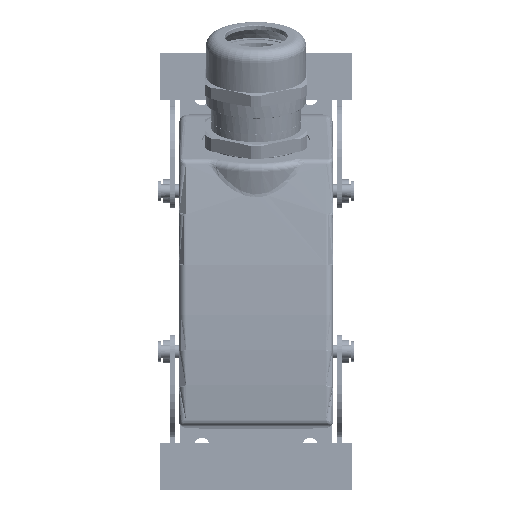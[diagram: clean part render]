
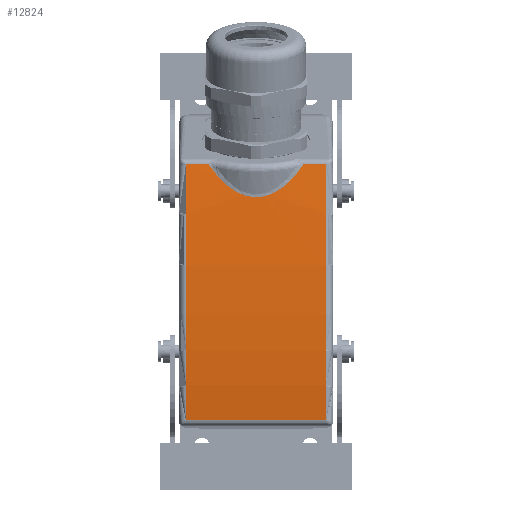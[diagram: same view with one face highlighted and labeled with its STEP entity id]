
A CAD part, top view. The second image highlights one B-rep face of the part: STEP entity #12824.
In plain terms, the highlighted cylindrical face has radius 300 mm (diameter 600 mm), a partial arc.
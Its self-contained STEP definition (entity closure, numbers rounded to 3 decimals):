
#10521=AXIS2_PLACEMENT_3D('Circle Axis2P3D',#10519,#10520,$) ;
#10539=AXIS2_PLACEMENT_3D('Circle Axis2P3D',#10537,#10538,$) ;
#12777=AXIS2_PLACEMENT_3D('Cylinder Axis2P3D',#12774,#12775,#12776) ;
#12804=AXIS2_PLACEMENT_3D('Circle Axis2P3D',#12802,#12803,$) ;
#12811=AXIS2_PLACEMENT_3D('Circle Axis2P3D',#12809,#12810,$) ;
#10499=CARTESIAN_POINT('Vertex',(49.75,51.721,93.118)) ;
#10516=CARTESIAN_POINT('Vertex',(49.75,96.343,90.835)) ;
#10519=CARTESIAN_POINT('Axis2P3D Location',(49.75,58.75,-206.8)) ;
#10537=CARTESIAN_POINT('Axis2P3D Location',(49.75,58.75,-206.8)) ;
#10541=CARTESIAN_POINT('Vertex',(49.75,20.586,90.763)) ;
#11076=CARTESIAN_POINT('Line Origine',(29.,20.586,90.763)) ;
#11080=CARTESIAN_POINT('Vertex',(8.25,20.586,90.763)) ;
#12295=CARTESIAN_POINT('Line Origine',(29.,96.343,90.835)) ;
#12299=CARTESIAN_POINT('Vertex',(14.908,96.343,90.835)) ;
#12301=CARTESIAN_POINT('Vertex',(8.25,96.343,90.835)) ;
#12522=CARTESIAN_POINT('Vertex',(43.092,96.343,90.835)) ;
#12548=CARTESIAN_POINT('Line Origine',(29.,96.343,90.835)) ;
#12774=CARTESIAN_POINT('Axis2P3D Location',(29.,58.75,-206.8)) ;
#12780=CARTESIAN_POINT('Control Point',(14.908,96.343,90.835)) ;
#12781=CARTESIAN_POINT('Control Point',(15.231,95.867,90.895)) ;
#12782=CARTESIAN_POINT('Control Point',(15.563,95.397,90.954)) ;
#12783=CARTESIAN_POINT('Control Point',(15.905,94.932,91.011)) ;
#12784=CARTESIAN_POINT('Control Point',(17.343,93.052,91.237)) ;
#12785=CARTESIAN_POINT('Control Point',(18.948,91.3,91.433)) ;
#12786=CARTESIAN_POINT('Control Point',(20.279,90.064,91.564)) ;
#12787=CARTESIAN_POINT('Control Point',(22.694,88.273,91.746)) ;
#12788=CARTESIAN_POINT('Control Point',(25.461,87.13,91.855)) ;
#12789=CARTESIAN_POINT('Control Point',(26.607,86.805,91.885)) ;
#12790=CARTESIAN_POINT('Control Point',(28.964,86.476,91.916)) ;
#12791=CARTESIAN_POINT('Control Point',(31.322,86.789,91.887)) ;
#12792=CARTESIAN_POINT('Control Point',(32.469,87.107,91.857)) ;
#12793=CARTESIAN_POINT('Control Point',(34.531,87.945,91.777)) ;
#12794=CARTESIAN_POINT('Control Point',(36.4,89.146,91.657)) ;
#12795=CARTESIAN_POINT('Control Point',(37.232,89.771,91.593)) ;
#12796=CARTESIAN_POINT('Control Point',(39.054,91.326,91.429)) ;
#12797=CARTESIAN_POINT('Control Point',(40.67,93.091,91.231)) ;
#12798=CARTESIAN_POINT('Control Point',(41.528,94.14,91.108)) ;
#12799=CARTESIAN_POINT('Control Point',(42.333,95.227,90.976)) ;
#12800=CARTESIAN_POINT('Control Point',(43.092,96.343,90.835)) ;
#12802=CARTESIAN_POINT('Axis2P3D Location',(8.25,58.75,-206.8)) ;
#12806=CARTESIAN_POINT('Vertex',(8.25,51.721,93.118)) ;
#12809=CARTESIAN_POINT('Axis2P3D Location',(8.25,58.75,-206.8)) ;
#10520=DIRECTION('Axis2P3D Direction',(-1.,0.,0.)) ;
#10538=DIRECTION('Axis2P3D Direction',(-1.,0.,0.)) ;
#11077=DIRECTION('Vector Direction',(-1.,0.,0.)) ;
#12296=DIRECTION('Vector Direction',(1.,0.,0.)) ;
#12549=DIRECTION('Vector Direction',(1.,0.,0.)) ;
#12775=DIRECTION('Axis2P3D Direction',(-1.,0.,0.)) ;
#12776=DIRECTION('Axis2P3D XDirection',(0.,-0.317,0.949)) ;
#12803=DIRECTION('Axis2P3D Direction',(-1.,0.,0.)) ;
#12810=DIRECTION('Axis2P3D Direction',(-1.,0.,0.)) ;
#11078=VECTOR('Line Direction',#11077,1.) ;
#12297=VECTOR('Line Direction',#12296,1.) ;
#12550=VECTOR('Line Direction',#12549,1.) ;
#12815=ORIENTED_EDGE('',*,*,#12801,.T.) ;
#12816=ORIENTED_EDGE('',*,*,#12303,.T.) ;
#12817=ORIENTED_EDGE('',*,*,#12808,.T.) ;
#12818=ORIENTED_EDGE('',*,*,#12813,.T.) ;
#12819=ORIENTED_EDGE('',*,*,#11082,.T.) ;
#12820=ORIENTED_EDGE('',*,*,#10543,.T.) ;
#12821=ORIENTED_EDGE('',*,*,#10523,.T.) ;
#12822=ORIENTED_EDGE('',*,*,#12552,.T.) ;
#12824=ADVANCED_FACE('Hauptk\X2\00F6\X0\rper.1',(#12823),#12778,.T.) ;
#12779=B_SPLINE_CURVE_WITH_KNOTS('',5,(#12780,#12781,#12782,#12783,#12784,#12785,#12786,#12787,#12788,#12789,#12790,#12791,#12792,#12793,#12794,#12795,#12796,#12797,#12798,#12799,#12800),.UNSPECIFIED.,.F.,.U.,(6,3,3,3,3,3,6),(0.,4.106,16.862,25.202,33.534,40.889,50.519),.UNSPECIFIED.) ;
#10522=CIRCLE('generated circle',#10521,300.) ;
#10540=CIRCLE('generated circle',#10539,300.) ;
#12805=CIRCLE('generated circle',#12804,300.) ;
#12812=CIRCLE('generated circle',#12811,300.) ;
#12778=CYLINDRICAL_SURFACE('generated cylinder',#12777,300.) ;
#10523=EDGE_CURVE('',#10500,#10517,#10522,.T.) ;
#10543=EDGE_CURVE('',#10542,#10500,#10540,.T.) ;
#11082=EDGE_CURVE('',#11081,#10542,#11079,.F.) ;
#12303=EDGE_CURVE('',#12300,#12302,#12298,.F.) ;
#12552=EDGE_CURVE('',#10517,#12523,#12551,.F.) ;
#12801=EDGE_CURVE('',#12523,#12300,#12779,.F.) ;
#12808=EDGE_CURVE('',#12302,#12807,#12805,.F.) ;
#12813=EDGE_CURVE('',#12807,#11081,#12812,.F.) ;
#12814=EDGE_LOOP('',(#12815,#12816,#12817,#12818,#12819,#12820,#12821,#12822)) ;
#12823=FACE_OUTER_BOUND('',#12814,.T.) ;
#11079=LINE('Line',#11076,#11078) ;
#12298=LINE('Line',#12295,#12297) ;
#12551=LINE('Line',#12548,#12550) ;
#10500=VERTEX_POINT('',#10499) ;
#10517=VERTEX_POINT('',#10516) ;
#10542=VERTEX_POINT('',#10541) ;
#11081=VERTEX_POINT('',#11080) ;
#12300=VERTEX_POINT('',#12299) ;
#12302=VERTEX_POINT('',#12301) ;
#12523=VERTEX_POINT('',#12522) ;
#12807=VERTEX_POINT('',#12806) ;
